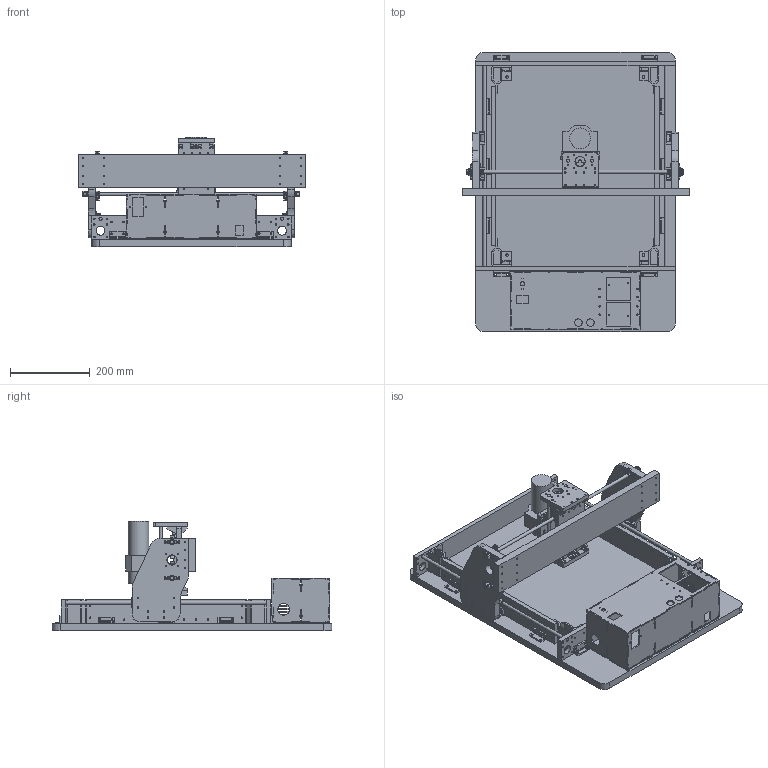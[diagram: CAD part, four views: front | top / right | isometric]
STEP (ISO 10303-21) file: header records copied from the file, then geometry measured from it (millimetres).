
FILE_DESCRIPTION(/* description */ ('STEP AP242','CAx-IF Rec.Pracs.---Representation and Presentation of Product Manufacturing Information (PMI)---4.0---2014-10-13','CAx-IF Rec.Pracs.---3D Tessellated Geometry---0.4---2014-09-14','2;1'),/* implementation_level */ '2;1');
FILE_NAME(/* name */ '634713d29eb86a5fd366546f',/* time_stamp */ '2022-10-12T19:21:57+00:00',/* author */ (''),/* organization */ (''),/* preprocessor_version */ 'ST-DEVELOPER v18.102',/* originating_system */ ' ',/* authorisation */ ' ');
FILE_SCHEMA (('AP242_MANAGED_MODEL_BASED_3D_ENGINEERING_MIM_LF { 1 0 10303 442 1 1 4 }'));
Length unit declared in the file: metre
Products named in the file (38): Assembly 2; Varilla; Soporte extra varilla 8mm; Soporte Cubre Varilla Mirror; Cubre varilla; Part 29; Soporte varilla 8mm; Carro X; Part 2; Soporte cubre varilla; Varilla lisa; Part 1; Sop L3A; Soporte en L; Base; Sop L4B; Part 3; Sop L2A; Carro Z; Carro X Techo; Part 16; Part 28; Sop L4A; Base principal; Sop L1B; Part 6; Part 5; Sop L1A; Carro X Piso; Sop L2B; Part 4; Spindle; Part 27; Sop Tuerca Carro X; Sop L3B; Part 7
Assembly tree (78 placements, depth 2):
  Assembly 2
    Varilla  x2
    Soporte extra varilla 8mm  x4
    Soporte Cubre Varilla Mirror  x2
    Cubre varilla  x2
    Part 29
    Soporte varilla 8mm  x4
    Carro X
    Part 2  x4
    Soporte cubre varilla  x2
    Varilla lisa  x4
    Part 1  x8
    Sop L3A
    Soporte en L  x10
    Base  x2
    Sop L4B  x4
    Part 3
    Sop L2A
    Carro Z
    Carro X Techo
    Part 16
    Part 28
    Sop L4A  x4
    Base principal
    Sop L1B  x2
    Part 1
    Part 6
    Part 5
    Sop L1A  x2
    Carro X Piso
    Sop L2B
    Part 4
    Spindle
    Part 27
    Sop Tuerca Carro X
    Sop L3B
    Part 2
    Part 7
Bounding box: 569 x 700 x 274.81 mm (x, y, z)
Volume: 11011051.8 mm3; surface area: 2112624.9 mm2
Topology: 78 solids, 78 shells, 2838 faces, 7915 edges, 5212 vertices
Faces by surface type: plane 1556, cylinder 1120, bspline 66, torus 64, sphere 24, cone 8
Full cylindrical faces by diameter (mm): 3.1 x8, 3.175 x1, 3.25 x4, 3.5 x230, 3.6 x24, 3.75 x42, 4 x113, 6.5 x8, 6.75 x4, 8 x18, 10.5 x1, 19 x2, 20 x1, 22 x1, 22.25 x5, 26 x2, 30 x2, 52 x2
Entity records: 50729 total; most frequent: CARTESIAN_POINT 8968, DIRECTION 8323, ORIENTED_EDGE 7964, EDGE_CURVE 3982, VERTEX_POINT 2832, AXIS2_PLACEMENT_3D 2816, LINE 2691, VECTOR 2691
